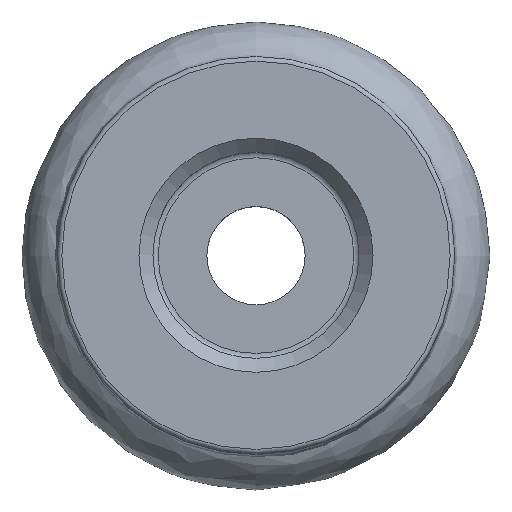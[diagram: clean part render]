
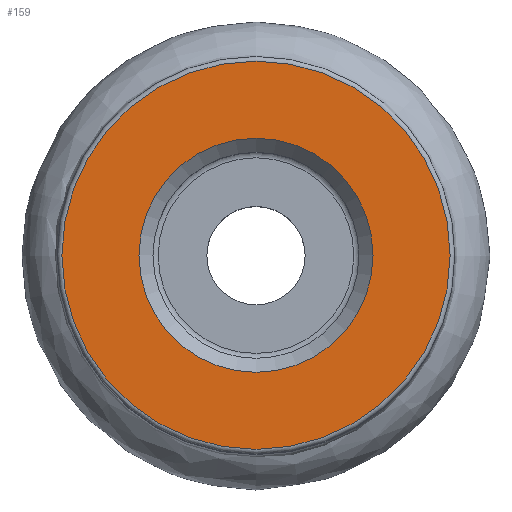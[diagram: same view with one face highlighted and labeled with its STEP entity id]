
A CAD part, top view. The second image highlights one B-rep face of the part: STEP entity #159.
In plain terms, the highlighted conical face has half-angle 89.972 degrees and reference radius 20.74 mm.
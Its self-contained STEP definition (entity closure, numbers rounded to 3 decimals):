
#159=ADVANCED_FACE('',(#221,#222),#164,.F.);
#164=CONICAL_SURFACE('',#606,20.74,89.972);
#221=FACE_BOUND('',#280,.T.);
#222=FACE_BOUND('',#281,.T.);
#280=EDGE_LOOP('',(#338));
#281=EDGE_LOOP('',(#339));
#338=ORIENTED_EDGE('',*,*,#371,.T.);
#339=ORIENTED_EDGE('',*,*,#398,.F.);
#341=VERTEX_POINT('',#782);
#368=VERTEX_POINT('',#863);
#371=EDGE_CURVE('',#341,#341,#400,.T.);
#398=EDGE_CURVE('',#368,#368,#427,.T.);
#400=CIRCLE('',#550,12.501);
#427=CIRCLE('',#604,20.74);
#550=AXIS2_PLACEMENT_3D('',#781,#634,#635);
#604=AXIS2_PLACEMENT_3D('',#862,#742,#743);
#606=AXIS2_PLACEMENT_3D('',#865,#746,#747);
#634=DIRECTION('',(0.,0.,-1.));
#635=DIRECTION('',(-1.,0.,0.));
#742=DIRECTION('',(0.,0.,-1.));
#743=DIRECTION('',(-1.,0.,0.));
#746=DIRECTION('',(0.,0.,1.));
#747=DIRECTION('',(1.,0.,0.));
#781=CARTESIAN_POINT('',(0.,0.,0.006));
#782=CARTESIAN_POINT('',(-12.501,0.,0.006));
#862=CARTESIAN_POINT('',(0.,0.,0.01));
#863=CARTESIAN_POINT('',(-20.74,0.,0.01));
#865=CARTESIAN_POINT('',(0.,0.,0.01));
